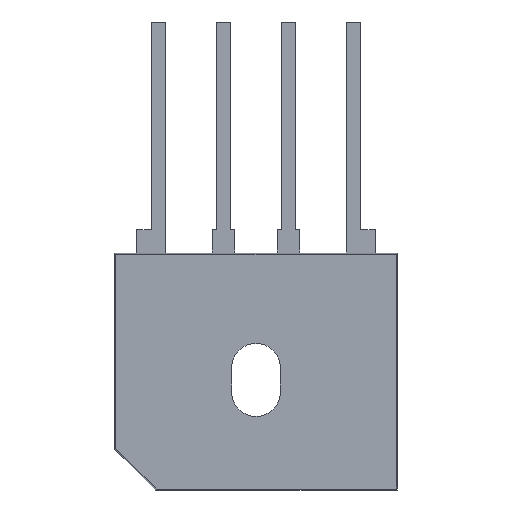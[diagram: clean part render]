
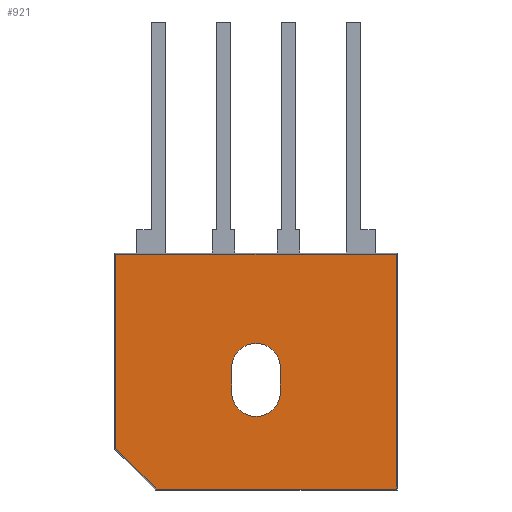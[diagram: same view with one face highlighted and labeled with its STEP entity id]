
A CAD part, front view. The second image highlights one B-rep face of the part: STEP entity #921.
In plain terms, the highlighted planar face has unit normal (0, -1, 0).
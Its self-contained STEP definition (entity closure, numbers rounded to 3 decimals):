
#14 = AXIS2_PLACEMENT_3D ( 'NONE', #249, #404, #1491 ) ;
#54 = DIRECTION ( 'NONE',  ( 0., 0., -1. ) ) ;
#56 = CARTESIAN_POINT ( 'NONE',  ( -21.223, -9.159, -24.608 ) ) ;
#93 = VERTEX_POINT ( 'NONE', #576 ) ;
#97 = CIRCLE ( 'NONE', #14, 1.9 ) ;
#107 = CARTESIAN_POINT ( 'NONE',  ( 0.797, -9.159, -6.066 ) ) ;
#113 = ORIENTED_EDGE ( 'NONE', *, *, #1134, .F. ) ;
#123 = EDGE_CURVE ( 'NONE', #1466, #380, #1671, .T. ) ;
#131 = VERTEX_POINT ( 'NONE', #339 ) ;
#140 = EDGE_CURVE ( 'NONE', #380, #977, #814, .T. ) ;
#178 = VECTOR ( 'NONE', #268, 1000. ) ;
#233 = DIRECTION ( 'NONE',  ( 0.707, 0., -0.707 ) ) ;
#241 = EDGE_CURVE ( 'NONE', #1468, #131, #283, .T. ) ;
#249 = CARTESIAN_POINT ( 'NONE',  ( -10.174, -9.159, -15.043 ) ) ;
#268 = DIRECTION ( 'NONE',  ( 0., 0., 1. ) ) ;
#278 = EDGE_CURVE ( 'NONE', #93, #1444, #1541, .T. ) ;
#283 = LINE ( 'NONE', #387, #1709 ) ;
#298 = VECTOR ( 'NONE', #1713, 1000. ) ;
#311 = DIRECTION ( 'NONE',  ( 1., 0., 0. ) ) ;
#321 = CIRCLE ( 'NONE', #842, 1.9 ) ;
#339 = CARTESIAN_POINT ( 'NONE',  ( -21.145, -9.159, -21.375 ) ) ;
#342 = CARTESIAN_POINT ( 'NONE',  ( -10.174, -9.159, -15.043 ) ) ;
#348 = EDGE_CURVE ( 'NONE', #934, #1466, #97, .T. ) ;
#352 = ORIENTED_EDGE ( 'NONE', *, *, #757, .T. ) ;
#362 = AXIS2_PLACEMENT_3D ( 'NONE', #56, #1209, #807 ) ;
#380 = VERTEX_POINT ( 'NONE', #680 ) ;
#383 = CARTESIAN_POINT ( 'NONE',  ( -17.968, -9.159, -24.553 ) ) ;
#387 = CARTESIAN_POINT ( 'NONE',  ( -21.145, -9.159, -6.066 ) ) ;
#394 = EDGE_CURVE ( 'NONE', #1245, #934, #1265, .T. ) ;
#404 = DIRECTION ( 'NONE',  ( 0., -1., 0. ) ) ;
#423 = ORIENTED_EDGE ( 'NONE', *, *, #241, .T. ) ;
#497 = ORIENTED_EDGE ( 'NONE', *, *, #557, .T. ) ;
#535 = DIRECTION ( 'NONE',  ( 0., 0., -1. ) ) ;
#553 = ORIENTED_EDGE ( 'NONE', *, *, #394, .F. ) ;
#557 = EDGE_CURVE ( 'NONE', #971, #93, #559, .T. ) ;
#559 = LINE ( 'NONE', #579, #930 ) ;
#566 = EDGE_LOOP ( 'NONE', ( #113, #911, #785, #578, #553 ) ) ;
#576 = CARTESIAN_POINT ( 'NONE',  ( 0.797, -9.159, -24.53 ) ) ;
#578 = ORIENTED_EDGE ( 'NONE', *, *, #348, .F. ) ;
#579 = CARTESIAN_POINT ( 'NONE',  ( -18.023, -9.159, -24.53 ) ) ;
#609 = VECTOR ( 'NONE', #923, 1000. ) ;
#621 = LINE ( 'NONE', #383, #1701 ) ;
#639 = CARTESIAN_POINT ( 'NONE',  ( -10.174, -9.159, -16.948 ) ) ;
#680 = CARTESIAN_POINT ( 'NONE',  ( -12.074, -9.159, -15.043 ) ) ;
#693 = FACE_OUTER_BOUND ( 'NONE', #1642, .T. ) ;
#738 = CARTESIAN_POINT ( 'NONE',  ( -21.145, -9.159, -6.143 ) ) ;
#757 = EDGE_CURVE ( 'NONE', #1444, #1468, #1742, .T. ) ;
#785 = ORIENTED_EDGE ( 'NONE', *, *, #123, .F. ) ;
#807 = DIRECTION ( 'NONE',  ( 1., 0., 0. ) ) ;
#814 = LINE ( 'NONE', #893, #1751 ) ;
#815 = PLANE ( 'NONE',  #362 ) ;
#842 = AXIS2_PLACEMENT_3D ( 'NONE', #639, #1492, #535 ) ;
#855 = CARTESIAN_POINT ( 'NONE',  ( -8.274, -9.159, -16.948 ) ) ;
#876 = EDGE_CURVE ( 'NONE', #131, #971, #621, .T. ) ;
#893 = CARTESIAN_POINT ( 'NONE',  ( -12.074, -9.159, -24.608 ) ) ;
#911 = ORIENTED_EDGE ( 'NONE', *, *, #140, .F. ) ;
#921 = ADVANCED_FACE ( 'NONE', ( #1387, #693 ), #815, .T. ) ;
#923 = DIRECTION ( 'NONE',  ( 0., 0., 1. ) ) ;
#930 = VECTOR ( 'NONE', #311, 1000. ) ;
#934 = VERTEX_POINT ( 'NONE', #987 ) ;
#971 = VERTEX_POINT ( 'NONE', #1616 ) ;
#977 = VERTEX_POINT ( 'NONE', #1493 ) ;
#987 = CARTESIAN_POINT ( 'NONE',  ( -8.274, -9.159, -15.043 ) ) ;
#1019 = ORIENTED_EDGE ( 'NONE', *, *, #876, .T. ) ;
#1086 = CARTESIAN_POINT ( 'NONE',  ( -10.174, -9.159, -13.143 ) ) ;
#1133 = ORIENTED_EDGE ( 'NONE', *, *, #278, .T. ) ;
#1134 = EDGE_CURVE ( 'NONE', #977, #1245, #321, .T. ) ;
#1194 = DIRECTION ( 'NONE',  ( 0., 0., -1. ) ) ;
#1209 = DIRECTION ( 'NONE',  ( 0., -1., 0. ) ) ;
#1230 = CARTESIAN_POINT ( 'NONE',  ( -8.274, -9.159, -24.608 ) ) ;
#1245 = VERTEX_POINT ( 'NONE', #855 ) ;
#1265 = LINE ( 'NONE', #1230, #178 ) ;
#1378 = AXIS2_PLACEMENT_3D ( 'NONE', #342, #1687, #1557 ) ;
#1387 = FACE_BOUND ( 'NONE', #566, .T. ) ;
#1444 = VERTEX_POINT ( 'NONE', #1595 ) ;
#1466 = VERTEX_POINT ( 'NONE', #1086 ) ;
#1468 = VERTEX_POINT ( 'NONE', #738 ) ;
#1491 = DIRECTION ( 'NONE',  ( 0., 0., -1. ) ) ;
#1492 = DIRECTION ( 'NONE',  ( 0., -1., 0. ) ) ;
#1493 = CARTESIAN_POINT ( 'NONE',  ( -12.074, -9.159, -16.948 ) ) ;
#1541 = LINE ( 'NONE', #107, #609 ) ;
#1557 = DIRECTION ( 'NONE',  ( 0., 0., -1. ) ) ;
#1576 = CARTESIAN_POINT ( 'NONE',  ( -21.223, -9.159, -6.143 ) ) ;
#1595 = CARTESIAN_POINT ( 'NONE',  ( 0.797, -9.159, -6.143 ) ) ;
#1616 = CARTESIAN_POINT ( 'NONE',  ( -17.991, -9.159, -24.53 ) ) ;
#1642 = EDGE_LOOP ( 'NONE', ( #423, #1019, #497, #1133, #352 ) ) ;
#1671 = CIRCLE ( 'NONE', #1378, 1.9 ) ;
#1687 = DIRECTION ( 'NONE',  ( 0., -1., 0. ) ) ;
#1701 = VECTOR ( 'NONE', #233, 1000. ) ;
#1709 = VECTOR ( 'NONE', #1194, 1000. ) ;
#1713 = DIRECTION ( 'NONE',  ( -1., 0., 0. ) ) ;
#1742 = LINE ( 'NONE', #1576, #298 ) ;
#1751 = VECTOR ( 'NONE', #54, 1000. ) ;
